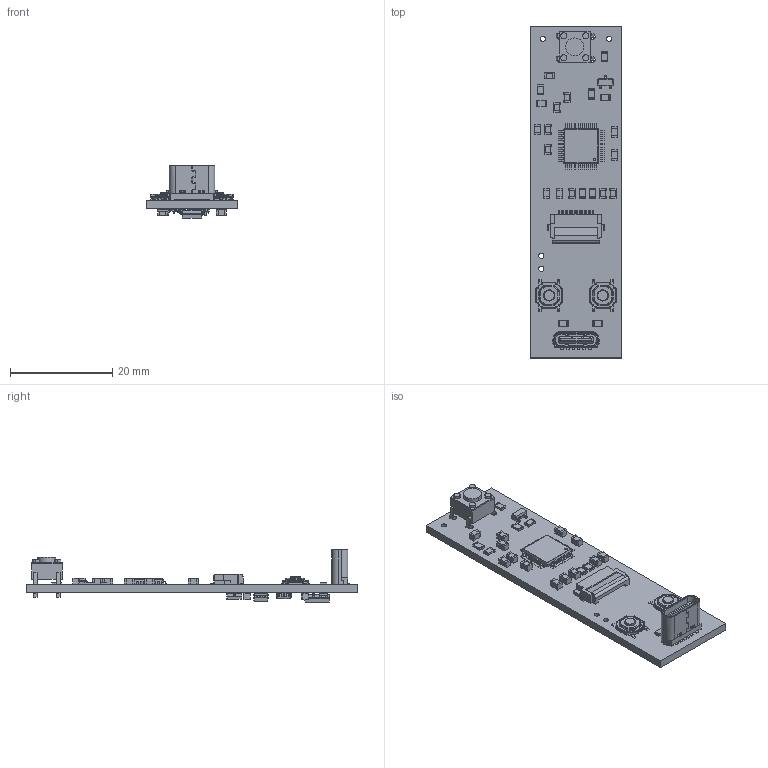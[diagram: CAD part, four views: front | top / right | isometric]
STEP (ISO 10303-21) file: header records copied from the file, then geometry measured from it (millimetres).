
FILE_DESCRIPTION(('KiCad electronic assembly'),'2;1');
FILE_NAME('boxmod.step','2025-01-04T23:06:28',('Pcbnew'),('Kicad'), 'Open CASCADE STEP processor 7.8','KiCad to STEP converter','Unknown' );
FILE_SCHEMA(('AUTOMOTIVE_DESIGN { 1 0 10303 214 1 1 1 1 }'));
Length unit declared in the file: millimetre
Products named in the file (26): boxmod 1; R_0805_2012Metric; L_0805_2012Metric; C_0805_2012Metric; SOT-23; SOT_23; skqgafe010; Hirose_FH12-14S-0.5SH_1x14-1MP_P0.50mm_Horizontal; Hirose_FH12_xxS_0_5SH_Parametric_v0_1; B3F-1000--3DModel-STEP-418109; B3F-1000; TQFP-32_7x7mm_P0.8mm; TQFP_32_7x7mm_P08mm; UJC-VP-G-SMT-TR--3DModel-STEP-242080; CUI_DEVICES_UJC-VP-G-SMT-TR; TP4056--3DModel-STEP-56544; TP4056; SOT-23-6; SOT_23_6; TSSOP-8_4.4x3mm_P0.65mm; TSSOP_8_44x3mm_P065mm; boxmod_PCB
Assembly tree (52 placements, depth 3):
  boxmod 1
    R_0805_2012Metric  x12
      R_0805_2012Metric
    L_0805_2012Metric  x2
      L_0805_2012Metric
    C_0805_2012Metric  x14
      C_0805_2012Metric
    SOT-23  x2
      SOT_23
    skqgafe010  x2
      skqgafe010
    Hirose_FH12-14S-0.5SH_1x14-1MP_P0.50mm_Horizontal
      Hirose_FH12_xxS_0_5SH_Parametric_v0_1
    B3F-1000--3DModel-STEP-418109
      B3F-1000
    TQFP-32_7x7mm_P0.8mm
      TQFP_32_7x7mm_P08mm
    UJC-VP-G-SMT-TR--3DModel-STEP-242080
      CUI_DEVICES_UJC-VP-G-SMT-TR
    TP4056--3DModel-STEP-56544
      TP4056
    SOT-23-6
      SOT_23_6
    TSSOP-8_4.4x3mm_P0.65mm
      TSSOP_8_44x3mm_P065mm
    boxmod_PCB
Bounding box: 18 x 65 x 10.25 mm (x, y, z)
Volume: 2410.2 mm3; surface area: 4579.2 mm2
Topology: 58 solids, 58 shells, 3377 faces, 8932 edges, 5702 vertices
Faces by surface type: plane 2113, cylinder 984, bspline 212, torus 52, cone 16
Full cylindrical faces by diameter (mm): 0.5 x2, 1 x8
Entity records: 84152 total; most frequent: CARTESIAN_POINT 16788, ORIENTED_EDGE 12364, DIRECTION 11536, EDGE_CURVE 6182, LINE 4724, VECTOR 4724, VERTEX_POINT 3942, AXIS2_PLACEMENT_3D 3406
